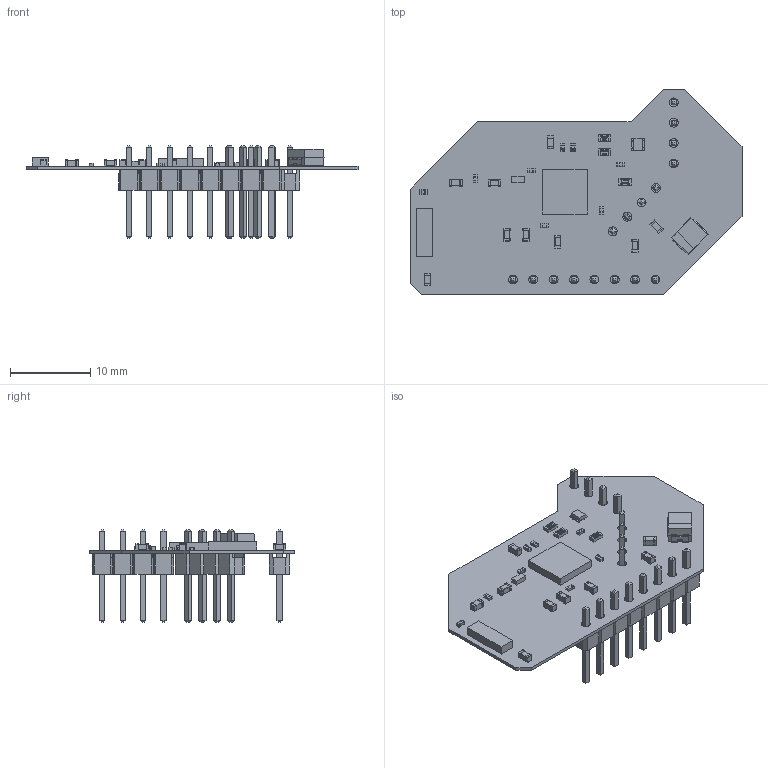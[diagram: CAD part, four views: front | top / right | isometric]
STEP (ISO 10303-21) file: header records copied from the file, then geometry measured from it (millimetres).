
FILE_DESCRIPTION(('Open CASCADE Model'),'2;1');
FILE_NAME('Open CASCADE Shape Model','2023-10-20T13:38:08',('Author'),( 'Open CASCADE'),'Open CASCADE STEP processor 6.8','Open CASCADE 6.8' ,'Unknown');
FILE_SCHEMA(('AUTOMOTIVE_DESIGN { 1 0 10303 214 1 1 1 1 }'));
Length unit declared in the file: millimetre
Products named in the file (52): PCB; Board; U5; 1143791328; Extruded; J2; 61300811121; 6130xx11121_PIN; L3; User_Library-FB_1608-1; User_Library-FB_1608-1_Pad001; User_Library-FB_1608-1_Cut; C13; User_Library-cap_0603-1; C12; User_Library-0402C; C3; C8; C1; C2; C11; C7; C6; C10; C27; C25; C16; C5; C4; J5; 61300411121; J6; LED1; APTB1615; LC1; 977493352; R1; User_Library-RESC1608X05N; R3; R2 ...
Assembly tree (78 placements, depth 4):
  PCB
    Board
    U5
      1143791328
        Extruded
    J2
      61300811121
        6130xx11121_PIN  x8
        61300811121
    L3
      User_Library-FB_1608-1
        User_Library-FB_1608-1_Pad001
        User_Library-FB_1608-1_Cut
    C13
      User_Library-cap_0603-1
    C12
      User_Library-0402C
    C3
      User_Library-0402C
    C8
      User_Library-0402C
    C1
      User_Library-0402C
    C2
      User_Library-cap_0603-1
    C11
      User_Library-cap_0603-1
    C7
      User_Library-0402C
    C6
      User_Library-0402C
    C10
      User_Library-0402C
    C27
      User_Library-cap_0603-1
    C25
      User_Library-cap_0603-1
    C16
      User_Library-cap_0603-1
    C5
      User_Library-cap_0603-1
    C4
      User_Library-0402C
    J5
      61300411121
        6130xx11121_PIN  x4
        61300411121
    J6
      61300411121
        6130xx11121_PIN  x4
        61300411121
    LED1
      APTB1615
    LC1
      977493352
        Extruded
    R1
      User_Library-RESC1608X05N
    R3
      User_Library-RESC1608X05N
Bounding box: 41.41 x 25.65 x 11.54 mm (x, y, z)
Volume: 693 mm3; surface area: 3080.1 mm2
Topology: 60 solids, 60 shells, 2790 faces, 6772 edges, 4054 vertices
Faces by surface type: plane 1279, bspline 758, cylinder 633, revolution 64, sphere 56
Full cylindrical faces by diameter (mm): 1.1 x16, 1.186 x1
Entity records: 49087 total; most frequent: CARTESIAN_POINT 14709, ORIENTED_EDGE 5812, DIRECTION 4522, EDGE_CURVE 2906, LINE 2036, VECTOR 2036, VERTEX_POINT 1842, FACE_BOUND 1264
